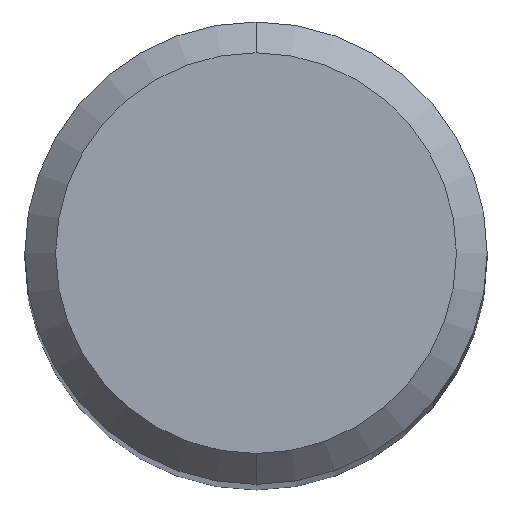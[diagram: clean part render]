
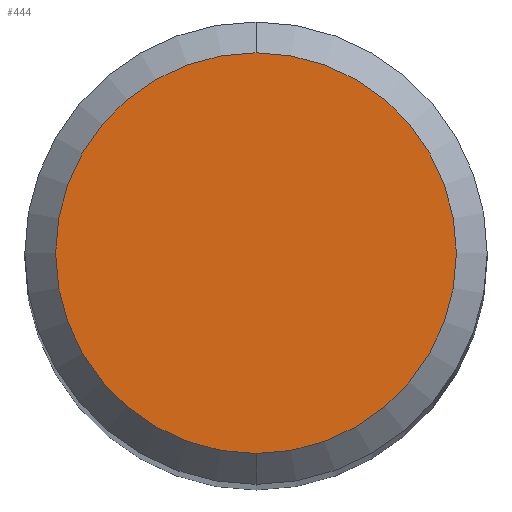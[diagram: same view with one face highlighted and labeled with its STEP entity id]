
A CAD part, top view. The second image highlights one B-rep face of the part: STEP entity #444.
In plain terms, the highlighted planar face has unit normal (0, 0, 1).
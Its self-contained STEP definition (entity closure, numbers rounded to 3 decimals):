
#250=VERTEX_POINT('',#560);
#258=EDGE_CURVE('',#250,#414,#568,.T.);
#368=EDGE_CURVE('',#414,#250,#690,.T.);
#414=VERTEX_POINT('',#740);
#444=ADVANCED_FACE('',(#773),#774,.T.);
#560=CARTESIAN_POINT('',(0.,-2.6,0.0));
#568=CIRCLE('',#964,2.6);
#690=CIRCLE('',#1225,2.6);
#740=CARTESIAN_POINT('',(0.0,2.6,0.0));
#773=FACE_OUTER_BOUND('',#1372,.T.);
#774=PLANE('',#1373);
#964=AXIS2_PLACEMENT_3D('',#1518,#1519,#1520);
#1225=AXIS2_PLACEMENT_3D('',#1660,#1661,#1662);
#1372=EDGE_LOOP('',(#1750,#1751));
#1373=AXIS2_PLACEMENT_3D('',#1752,#1753,#1754);
#1518=CARTESIAN_POINT('',(0.0,0.0,0.0));
#1519=DIRECTION('',(0.0,0.0,-1.0));
#1520=DIRECTION('',(0.0,1.0,0.0));
#1660=CARTESIAN_POINT('',(0.0,0.0,0.0));
#1661=DIRECTION('',(0.0,0.0,-1.0));
#1662=DIRECTION('',(0.0,1.0,0.0));
#1750=ORIENTED_EDGE('',*,*,#368,.F.);
#1751=ORIENTED_EDGE('',*,*,#258,.F.);
#1752=CARTESIAN_POINT('',(0.0,1.3,0.0));
#1753=DIRECTION('',(-0.0,0.0,1.0));
#1754=DIRECTION('',(0.0,-1.0,0.0));
